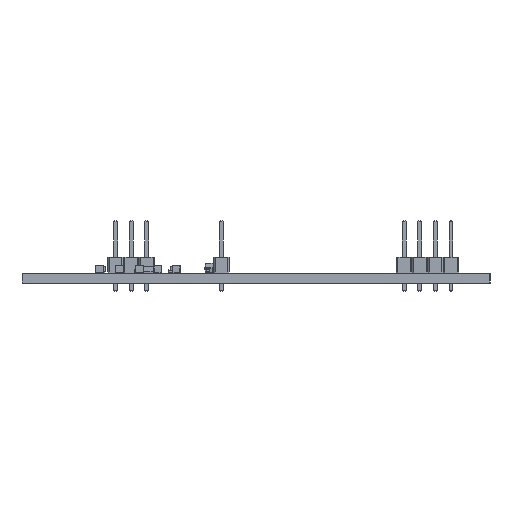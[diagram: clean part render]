
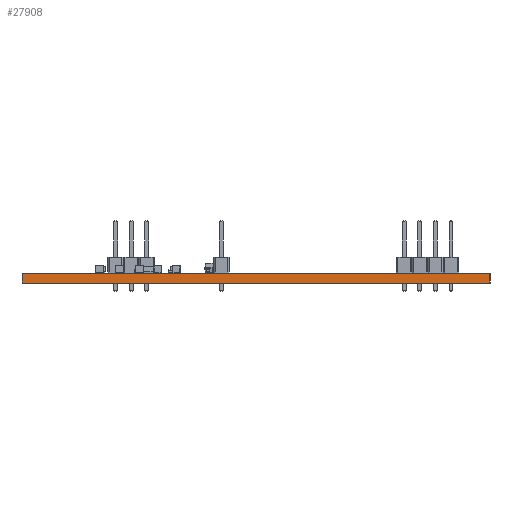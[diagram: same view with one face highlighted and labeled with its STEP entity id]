
A CAD part, left-side view. The second image highlights one B-rep face of the part: STEP entity #27908.
In plain terms, the highlighted planar face has unit normal (-1, 0, 0).
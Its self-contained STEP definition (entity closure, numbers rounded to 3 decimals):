
#27908 = ADVANCED_FACE('',(#27909),#27923,.F.);
#27909 = FACE_BOUND('',#27910,.F.);
#27910 = EDGE_LOOP('',(#27911,#27946,#27974,#28002));
#27911 = ORIENTED_EDGE('',*,*,#27912,.T.);
#27912 = EDGE_CURVE('',#27913,#27915,#27917,.T.);
#27913 = VERTEX_POINT('',#27914);
#27914 = CARTESIAN_POINT('',(14.224,-13.97,0.));
#27915 = VERTEX_POINT('',#27916);
#27916 = CARTESIAN_POINT('',(14.224,-13.97,1.6));
#27917 = SURFACE_CURVE('',#27918,(#27922,#27934),.PCURVE_S1.);
#27918 = LINE('',#27919,#27920);
#27919 = CARTESIAN_POINT('',(14.224,-13.97,0.));
#27920 = VECTOR('',#27921,1.);
#27921 = DIRECTION('',(0.,0.,1.));
#27922 = PCURVE('',#27923,#27928);
#27923 = PLANE('',#27924);
#27924 = AXIS2_PLACEMENT_3D('',#27925,#27926,#27927);
#27925 = CARTESIAN_POINT('',(14.224,-13.97,0.));
#27926 = DIRECTION('',(1.,0.,-0.));
#27927 = DIRECTION('',(0.,-1.,0.));
#27928 = DEFINITIONAL_REPRESENTATION('',(#27929),#27933);
#27929 = LINE('',#27930,#27931);
#27930 = CARTESIAN_POINT('',(0.,0.));
#27931 = VECTOR('',#27932,1.);
#27932 = DIRECTION('',(0.,-1.));
#27933 = ( GEOMETRIC_REPRESENTATION_CONTEXT(2) 
PARAMETRIC_REPRESENTATION_CONTEXT() REPRESENTATION_CONTEXT('2D SPACE',''
  ) );
#27934 = PCURVE('',#27935,#27940);
#27935 = PLANE('',#27936);
#27936 = AXIS2_PLACEMENT_3D('',#27937,#27938,#27939);
#27937 = CARTESIAN_POINT('',(114.554,-13.97,0.));
#27938 = DIRECTION('',(0.,-1.,0.));
#27939 = DIRECTION('',(-1.,0.,0.));
#27940 = DEFINITIONAL_REPRESENTATION('',(#27941),#27945);
#27941 = LINE('',#27942,#27943);
#27942 = CARTESIAN_POINT('',(100.33,0.));
#27943 = VECTOR('',#27944,1.);
#27944 = DIRECTION('',(0.,-1.));
#27945 = ( GEOMETRIC_REPRESENTATION_CONTEXT(2) 
PARAMETRIC_REPRESENTATION_CONTEXT() REPRESENTATION_CONTEXT('2D SPACE',''
  ) );
#27946 = ORIENTED_EDGE('',*,*,#27947,.T.);
#27947 = EDGE_CURVE('',#27915,#27948,#27950,.T.);
#27948 = VERTEX_POINT('',#27949);
#27949 = CARTESIAN_POINT('',(14.224,-90.17,1.6));
#27950 = SURFACE_CURVE('',#27951,(#27955,#27962),.PCURVE_S1.);
#27951 = LINE('',#27952,#27953);
#27952 = CARTESIAN_POINT('',(14.224,-13.97,1.6));
#27953 = VECTOR('',#27954,1.);
#27954 = DIRECTION('',(0.,-1.,0.));
#27955 = PCURVE('',#27923,#27956);
#27956 = DEFINITIONAL_REPRESENTATION('',(#27957),#27961);
#27957 = LINE('',#27958,#27959);
#27958 = CARTESIAN_POINT('',(0.,-1.6));
#27959 = VECTOR('',#27960,1.);
#27960 = DIRECTION('',(1.,0.));
#27961 = ( GEOMETRIC_REPRESENTATION_CONTEXT(2) 
PARAMETRIC_REPRESENTATION_CONTEXT() REPRESENTATION_CONTEXT('2D SPACE',''
  ) );
#27962 = PCURVE('',#27963,#27968);
#27963 = PLANE('',#27964);
#27964 = AXIS2_PLACEMENT_3D('',#27965,#27966,#27967);
#27965 = CARTESIAN_POINT('',(64.389,-52.07,1.6));
#27966 = DIRECTION('',(0.,0.,1.));
#27967 = DIRECTION('',(1.,0.,-0.));
#27968 = DEFINITIONAL_REPRESENTATION('',(#27969),#27973);
#27969 = LINE('',#27970,#27971);
#27970 = CARTESIAN_POINT('',(-50.165,38.1));
#27971 = VECTOR('',#27972,1.);
#27972 = DIRECTION('',(0.,-1.));
#27973 = ( GEOMETRIC_REPRESENTATION_CONTEXT(2) 
PARAMETRIC_REPRESENTATION_CONTEXT() REPRESENTATION_CONTEXT('2D SPACE',''
  ) );
#27974 = ORIENTED_EDGE('',*,*,#27975,.F.);
#27975 = EDGE_CURVE('',#27976,#27948,#27978,.T.);
#27976 = VERTEX_POINT('',#27977);
#27977 = CARTESIAN_POINT('',(14.224,-90.17,0.));
#27978 = SURFACE_CURVE('',#27979,(#27983,#27990),.PCURVE_S1.);
#27979 = LINE('',#27980,#27981);
#27980 = CARTESIAN_POINT('',(14.224,-90.17,0.));
#27981 = VECTOR('',#27982,1.);
#27982 = DIRECTION('',(0.,0.,1.));
#27983 = PCURVE('',#27923,#27984);
#27984 = DEFINITIONAL_REPRESENTATION('',(#27985),#27989);
#27985 = LINE('',#27986,#27987);
#27986 = CARTESIAN_POINT('',(76.2,0.));
#27987 = VECTOR('',#27988,1.);
#27988 = DIRECTION('',(0.,-1.));
#27989 = ( GEOMETRIC_REPRESENTATION_CONTEXT(2) 
PARAMETRIC_REPRESENTATION_CONTEXT() REPRESENTATION_CONTEXT('2D SPACE',''
  ) );
#27990 = PCURVE('',#27991,#27996);
#27991 = PLANE('',#27992);
#27992 = AXIS2_PLACEMENT_3D('',#27993,#27994,#27995);
#27993 = CARTESIAN_POINT('',(14.224,-90.17,0.));
#27994 = DIRECTION('',(0.,1.,0.));
#27995 = DIRECTION('',(1.,0.,0.));
#27996 = DEFINITIONAL_REPRESENTATION('',(#27997),#28001);
#27997 = LINE('',#27998,#27999);
#27998 = CARTESIAN_POINT('',(0.,0.));
#27999 = VECTOR('',#28000,1.);
#28000 = DIRECTION('',(0.,-1.));
#28001 = ( GEOMETRIC_REPRESENTATION_CONTEXT(2) 
PARAMETRIC_REPRESENTATION_CONTEXT() REPRESENTATION_CONTEXT('2D SPACE',''
  ) );
#28002 = ORIENTED_EDGE('',*,*,#28003,.F.);
#28003 = EDGE_CURVE('',#27913,#27976,#28004,.T.);
#28004 = SURFACE_CURVE('',#28005,(#28009,#28016),.PCURVE_S1.);
#28005 = LINE('',#28006,#28007);
#28006 = CARTESIAN_POINT('',(14.224,-13.97,0.));
#28007 = VECTOR('',#28008,1.);
#28008 = DIRECTION('',(0.,-1.,0.));
#28009 = PCURVE('',#27923,#28010);
#28010 = DEFINITIONAL_REPRESENTATION('',(#28011),#28015);
#28011 = LINE('',#28012,#28013);
#28012 = CARTESIAN_POINT('',(0.,0.));
#28013 = VECTOR('',#28014,1.);
#28014 = DIRECTION('',(1.,0.));
#28015 = ( GEOMETRIC_REPRESENTATION_CONTEXT(2) 
PARAMETRIC_REPRESENTATION_CONTEXT() REPRESENTATION_CONTEXT('2D SPACE',''
  ) );
#28016 = PCURVE('',#28017,#28022);
#28017 = PLANE('',#28018);
#28018 = AXIS2_PLACEMENT_3D('',#28019,#28020,#28021);
#28019 = CARTESIAN_POINT('',(64.389,-52.07,0.));
#28020 = DIRECTION('',(0.,0.,1.));
#28021 = DIRECTION('',(1.,0.,-0.));
#28022 = DEFINITIONAL_REPRESENTATION('',(#28023),#28027);
#28023 = LINE('',#28024,#28025);
#28024 = CARTESIAN_POINT('',(-50.165,38.1));
#28025 = VECTOR('',#28026,1.);
#28026 = DIRECTION('',(0.,-1.));
#28027 = ( GEOMETRIC_REPRESENTATION_CONTEXT(2) 
PARAMETRIC_REPRESENTATION_CONTEXT() REPRESENTATION_CONTEXT('2D SPACE',''
  ) );
